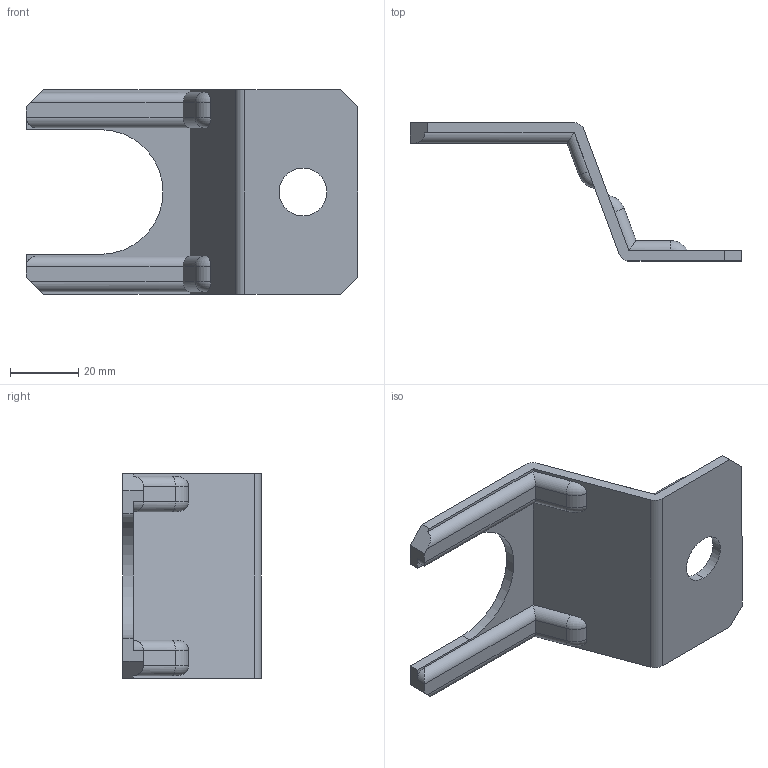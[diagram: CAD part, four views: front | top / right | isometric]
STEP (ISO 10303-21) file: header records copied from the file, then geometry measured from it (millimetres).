
FILE_DESCRIPTION (( 'STEP AP203' ), '1' );
FILE_NAME ('KC-1275-C-12.STEP', '2009-09-04T05:32:50', ( ' ' ), ( ' ' ), 'SwSTEP 2.0', 'SolidWorks 2007', '' );
FILE_SCHEMA (( 'CONFIG_CONTROL_DESIGN' ));
Length unit declared in the file: millimetre
Products named in the file (1): KC-1275-C-12
Bounding box: 97 x 40.5 x 60 mm (x, y, z)
Volume: 22418.2 mm3; surface area: 13620.8 mm2
Topology: 1 solids, 1 shells, 68 faces, 168 edges, 102 vertices
Faces by surface type: cylinder 29, plane 27, torus 12
Entity records: 2265 total; most frequent: CARTESIAN_POINT 615, ORIENTED_EDGE 336, DIRECTION 318, EDGE_CURVE 168, VECTOR 108, LINE 108, AXIS2_PLACEMENT_3D 105, VERTEX_POINT 102
